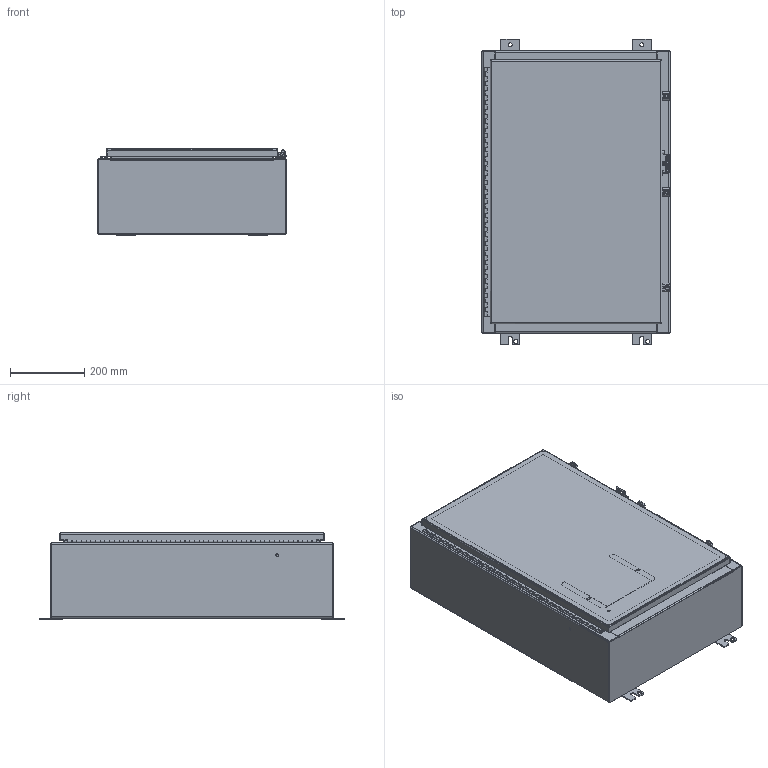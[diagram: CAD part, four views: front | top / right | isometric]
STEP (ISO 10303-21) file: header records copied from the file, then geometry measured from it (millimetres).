
FILE_DESCRIPTION (( 'STEP AP203' ), '1' );
FILE_NAME ('SCE-30H2008SSLP.step', '2021-02-09T15:44:37', ( 'ADC123' ), ( 'Microsoft' ), 'SwSTEP 2.0', 'SolidWorks 2019', '' );
FILE_SCHEMA (( 'CONFIG_CONTROL_DESIGN' ));
Products named in the file (1): SCE-30H2008SSLP
Bounding box: 508 x 825.5 x 233.88 mm (x, y, z)
Surface area: 3770540.2 mm2 (no closed solid volume)
Topology: 0 solids, 54 shells, 3793 faces, 10473 edges, 6540 vertices
Faces by surface type: plane 1553, bspline 1393, cylinder 790, cone 56, torus 1
Full cylindrical faces by diameter (mm): 3.175 x1, 3.962 x1, 4.064 x2, 4.318 x1, 4.775 x5, 4.826 x5, 4.902 x5, 5.156 x2, 6.299 x13, 6.35 x3, 6.363 x6, 6.502 x5, 7.137 x4, 8.433 x4, 9.296 x4, 9.322 x4, 11.113 x8, 12.7 x4, 12.878 x3, 14.288 x6
Entity records: 206489 total; most frequent: CARTESIAN_POINT 126875, ORIENTED_EDGE 19653, DIRECTION 11586, EDGE_CURVE 9836, VERTEX_POINT 6401, EDGE_LOOP 4149, B_SPLINE_CURVE_WITH_KNOTS 4131, AXIS2_PLACEMENT_3D 3996
